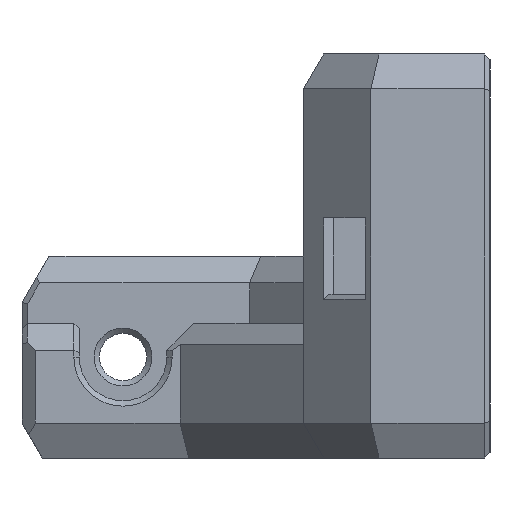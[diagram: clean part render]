
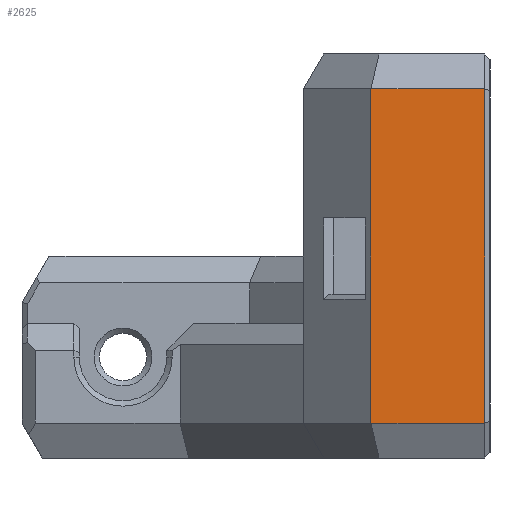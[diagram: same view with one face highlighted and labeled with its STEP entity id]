
A CAD part, left-side view. The second image highlights one B-rep face of the part: STEP entity #2625.
In plain terms, the highlighted planar face has unit normal (-1, 0, 0).
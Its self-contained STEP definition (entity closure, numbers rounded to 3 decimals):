
#180=FACE_OUTER_BOUND('',#338,.T.);
#338=EDGE_LOOP('',(#2145,#2146,#2147,#2148));
#612=LINE('',#4059,#947);
#644=LINE('',#4124,#979);
#653=LINE('',#4141,#988);
#662=LINE('',#4159,#997);
#947=VECTOR('',#3259,10.);
#979=VECTOR('',#3339,10.);
#988=VECTOR('',#3358,10.);
#997=VECTOR('',#3377,10.);
#1241=VERTEX_POINT('',#4057);
#1242=VERTEX_POINT('',#4058);
#1251=VERTEX_POINT('',#4120);
#1254=VERTEX_POINT('',#4139);
#1529=EDGE_CURVE('',#1241,#1242,#612,.T.);
#1564=EDGE_CURVE('',#1242,#1251,#644,.T.);
#1573=EDGE_CURVE('',#1254,#1241,#653,.T.);
#1582=EDGE_CURVE('',#1251,#1254,#662,.T.);
#2145=ORIENTED_EDGE('',*,*,#1529,.F.);
#2146=ORIENTED_EDGE('',*,*,#1573,.F.);
#2147=ORIENTED_EDGE('',*,*,#1582,.F.);
#2148=ORIENTED_EDGE('',*,*,#1564,.F.);
#2491=PLANE('',#2810);
#2625=ADVANCED_FACE('',(#180),#2491,.T.);
#2810=AXIS2_PLACEMENT_3D('',#4158,#3375,#3376);
#3259=DIRECTION('',(0.,0.,-1.));
#3339=DIRECTION('',(0.,1.,0.));
#3358=DIRECTION('',(0.,-1.,0.));
#3375=DIRECTION('center_axis',(-1.,0.,0.));
#3376=DIRECTION('ref_axis',(0.,-1.,0.));
#3377=DIRECTION('',(0.,0.,1.));
#4057=CARTESIAN_POINT('',(-18.65,-2.85,27.402));
#4058=CARTESIAN_POINT('',(-18.65,-2.85,2.598));
#4059=CARTESIAN_POINT('',(-18.65,-2.85,0.));
#4120=CARTESIAN_POINT('',(-18.65,5.6,2.598));
#4124=CARTESIAN_POINT('',(-18.65,12.363,2.598));
#4139=CARTESIAN_POINT('',(-18.65,5.6,27.402));
#4141=CARTESIAN_POINT('',(-18.65,7.138,27.402));
#4158=CARTESIAN_POINT('Origin',(-18.65,10.6,0.));
#4159=CARTESIAN_POINT('',(-18.65,5.6,0.));
